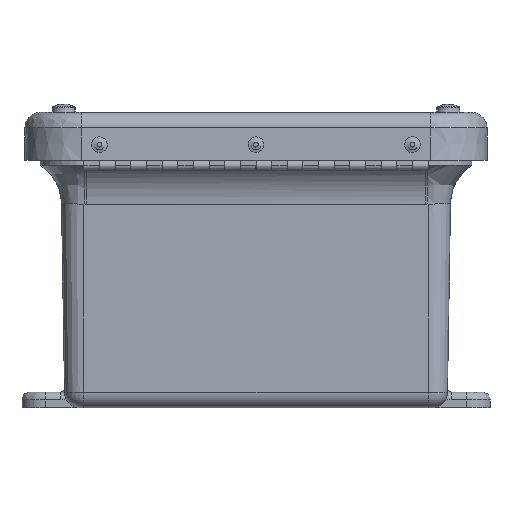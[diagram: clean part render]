
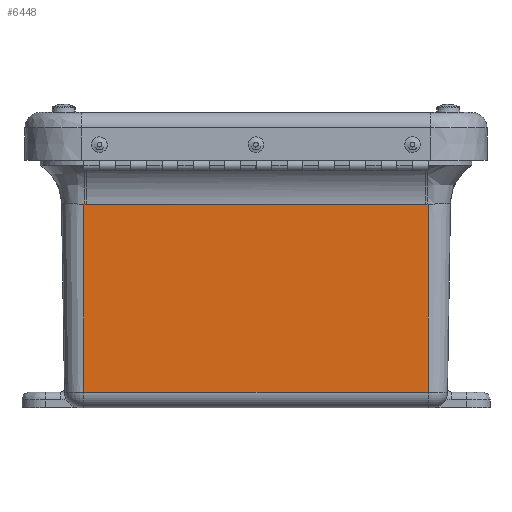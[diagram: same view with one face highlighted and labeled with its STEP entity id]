
A CAD part, left-side view. The second image highlights one B-rep face of the part: STEP entity #6448.
In plain terms, the highlighted planar face has unit normal (-1, 0, -0.016).
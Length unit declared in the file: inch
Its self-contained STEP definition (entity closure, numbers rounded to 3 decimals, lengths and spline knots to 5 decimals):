
#48 = CARTESIAN_POINT ( 'NONE',  ( -2.09733, 2.72073, -1.25204 ) ) ;
#2186 = ORIENTED_EDGE ( 'NONE', *, *, #17988, .T. ) ;
#2601 = AXIS2_PLACEMENT_3D ( 'NONE', #28154, #8061, #30497 ) ;
#3791 = EDGE_CURVE ( 'NONE', #13058, #16503, #19432, .T. ) ;
#4228 = ORIENTED_EDGE ( 'NONE', *, *, #8507, .T. ) ;
#6342 = CARTESIAN_POINT ( 'NONE',  ( -2.09734, -2.74735, -1.2516 ) ) ;
#6448 = ADVANCED_FACE ( 'NONE', ( #24704 ), #10627, .T. ) ;
#6671 = DIRECTION ( 'NONE',  ( -0.016, 0., 1. ) ) ;
#7270 = EDGE_CURVE ( 'NONE', #14934, #13058, #28041, .T. ) ;
#7699 = CARTESIAN_POINT ( 'NONE',  ( -2.04909, 2.74735, -4.25402 ) ) ;
#7832 = CARTESIAN_POINT ( 'NONE',  ( -2.09733, 2.73404, -1.25189 ) ) ;
#8061 = DIRECTION ( 'NONE',  ( -1., 0., -0.016 ) ) ;
#8507 = EDGE_CURVE ( 'NONE', #9571, #29710, #25917, .T. ) ;
#8589 = EDGE_CURVE ( 'NONE', #9571, #14934, #30153, .T. ) ;
#8896 = VECTOR ( 'NONE', #29312, 39.37008 ) ;
#9426 = VECTOR ( 'NONE', #15001, 39.37008 ) ;
#9452 = CARTESIAN_POINT ( 'NONE',  ( -2.04909, 0., -4.25402 ) ) ;
#9571 = VERTEX_POINT ( 'NONE', #13941 ) ;
#10159 = EDGE_CURVE ( 'NONE', #13680, #29710, #15129, .T. ) ;
#10627 = PLANE ( 'NONE',  #2601 ) ;
#11489 = CARTESIAN_POINT ( 'NONE',  ( -2.09733, 2.70741, -1.25204 ) ) ;
#12747 = VECTOR ( 'NONE', #6671, 39.37008 ) ;
#12817 = CARTESIAN_POINT ( 'NONE',  ( -2.09734, 2.74735, -1.2516 ) ) ;
#12958 = ORIENTED_EDGE ( 'NONE', *, *, #10159, .F. ) ;
#13058 = VERTEX_POINT ( 'NONE', #17038 ) ;
#13680 = VERTEX_POINT ( 'NONE', #15410 ) ;
#13941 = CARTESIAN_POINT ( 'NONE',  ( -2.04909, -2.74735, -4.25402 ) ) ;
#14934 = VERTEX_POINT ( 'NONE', #7699 ) ;
#15001 = DIRECTION ( 'NONE',  ( -0.016, 0., 1. ) ) ;
#15129 = B_SPLINE_CURVE_WITH_KNOTS ( 'NONE', 3,
 ( #18759, #23626, #23291, #6342 ),
 .UNSPECIFIED., .F., .F.,
 ( 4, 4 ),
 ( 0., 1. ),
 .UNSPECIFIED. ) ;
#15410 = CARTESIAN_POINT ( 'NONE',  ( -2.09733, -2.70741, -1.25204 ) ) ;
#15737 = CARTESIAN_POINT ( 'NONE',  ( -2.11742, -2.74735, -0.00196 ) ) ;
#15774 = ORIENTED_EDGE ( 'NONE', *, *, #8589, .F. ) ;
#16232 = VECTOR ( 'NONE', #18886, 39.37008 ) ;
#16392 = CARTESIAN_POINT ( 'NONE',  ( -2.09733, 2.74735, -1.25204 ) ) ;
#16503 = VERTEX_POINT ( 'NONE', #11489 ) ;
#17038 = CARTESIAN_POINT ( 'NONE',  ( -2.09734, 2.74735, -1.2516 ) ) ;
#17988 = EDGE_CURVE ( 'NONE', #13680, #16503, #25535, .T. ) ;
#18759 = CARTESIAN_POINT ( 'NONE',  ( -2.09733, -2.70741, -1.25204 ) ) ;
#18886 = DIRECTION ( 'NONE',  ( 0., 1., 0. ) ) ;
#19432 = B_SPLINE_CURVE_WITH_KNOTS ( 'NONE', 3,
 ( #12817, #7832, #48, #22196 ),
 .UNSPECIFIED., .F., .F.,
 ( 4, 4 ),
 ( 0., 1. ),
 .UNSPECIFIED. ) ;
#20023 = ORIENTED_EDGE ( 'NONE', *, *, #3791, .F. ) ;
#20166 = CARTESIAN_POINT ( 'NONE',  ( -2.09734, -2.74735, -1.2516 ) ) ;
#22196 = CARTESIAN_POINT ( 'NONE',  ( -2.09733, 2.70741, -1.25204 ) ) ;
#23291 = CARTESIAN_POINT ( 'NONE',  ( -2.09733, -2.73403, -1.25189 ) ) ;
#23626 = CARTESIAN_POINT ( 'NONE',  ( -2.09733, -2.72072, -1.25204 ) ) ;
#24704 = FACE_OUTER_BOUND ( 'NONE', #29724, .T. ) ;
#25535 = LINE ( 'NONE', #16392, #16232 ) ;
#25917 = LINE ( 'NONE', #15737, #12747 ) ;
#27325 = ORIENTED_EDGE ( 'NONE', *, *, #7270, .F. ) ;
#27878 = CARTESIAN_POINT ( 'NONE',  ( -2.04514, 2.74735, -4.5 ) ) ;
#28041 = LINE ( 'NONE', #27878, #9426 ) ;
#28154 = CARTESIAN_POINT ( 'NONE',  ( -2.11742, 2.74735, -0.00196 ) ) ;
#29312 = DIRECTION ( 'NONE',  ( 0., 1., 0. ) ) ;
#29710 = VERTEX_POINT ( 'NONE', #20166 ) ;
#29724 = EDGE_LOOP ( 'NONE', ( #15774, #4228, #12958, #2186, #20023, #27325 ) ) ;
#30153 = LINE ( 'NONE', #9452, #8896 ) ;
#30497 = DIRECTION ( 'NONE',  ( 0.016, 0., -1. ) ) ;
